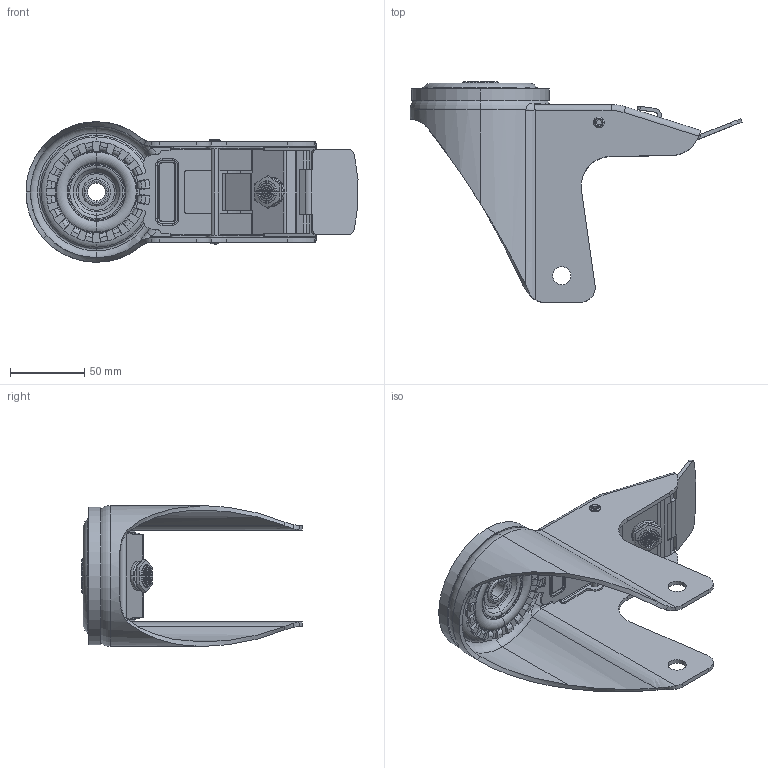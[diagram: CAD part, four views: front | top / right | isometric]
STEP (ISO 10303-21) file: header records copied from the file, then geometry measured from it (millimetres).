
FILE_DESCRIPTION (( 'STEP AP214' ), '1' );
FILE_NAME ('0055274.step', '2024-05-15T10:23:03', ( '' ), ( '' ), 'SwSTEP 2.0', 'SolidWorks 2020', '' );
FILE_SCHEMA (( 'AUTOMOTIVE_DESIGN' ));
Length unit declared in the file: millimetre
Products named in the file (1): 0055274
Bounding box: 224.14 x 149 x 95 mm (x, y, z)
Volume: 172536.1 mm3; surface area: 134870.9 mm2
Topology: 13 solids, 14 shells, 1001 faces, 2543 edges, 1563 vertices
Faces by surface type: plane 400, cylinder 262, torus 183, cone 77, bspline 41, sphere 38
Entity records: 46946 total; most frequent: CARTESIAN_POINT 11689, DIRECTION 5256, ORIENTED_EDGE 4990, EDGE_CURVE 2495, AXIS2_PLACEMENT_3D 2067, VERTEX_POINT 1539, VECTOR 1122, LINE 1122
